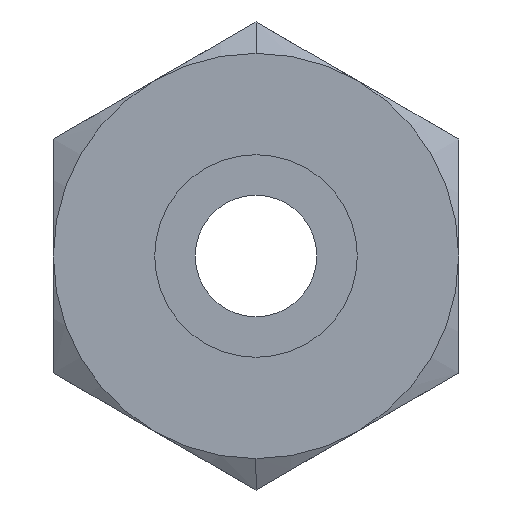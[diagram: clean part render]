
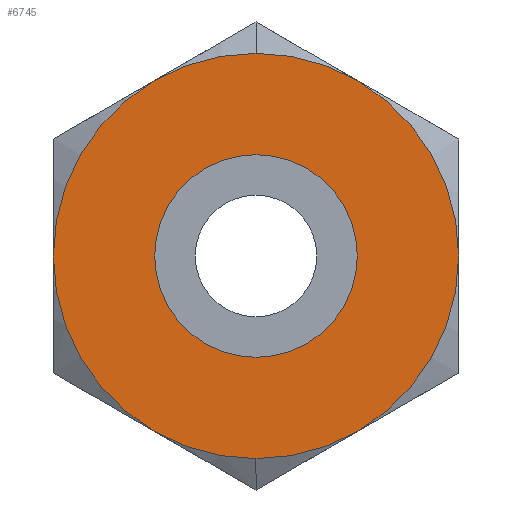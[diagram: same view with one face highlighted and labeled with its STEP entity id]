
A CAD part, left-side view. The second image highlights one B-rep face of the part: STEP entity #6745.
In plain terms, the highlighted planar face has unit normal (-1, 0, 0).
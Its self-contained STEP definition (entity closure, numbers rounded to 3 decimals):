
#218 = CARTESIAN_POINT ( 'NONE',  ( 0., 0., -8. ) ) ;
#520 = CARTESIAN_POINT ( 'NONE',  ( 0., 0., -4. ) ) ;
#605 = ORIENTED_EDGE ( 'NONE', *, *, #3851, .T. ) ;
#626 = DIRECTION ( 'NONE',  ( 1., 0., 0. ) ) ;
#685 = CARTESIAN_POINT ( 'NONE',  ( 0., 0., 0. ) ) ;
#1145 = EDGE_LOOP ( 'NONE', ( #3011, #7123 ) ) ;
#1242 = CARTESIAN_POINT ( 'NONE',  ( 0., 0., 4. ) ) ;
#1387 = VERTEX_POINT ( 'NONE', #7640 ) ;
#1427 = DIRECTION ( 'NONE',  ( 1., 0., 0. ) ) ;
#1614 = DIRECTION ( 'NONE',  ( -1., 0., 0. ) ) ;
#1634 = AXIS2_PLACEMENT_3D ( 'NONE', #2111, #2067, #4795 ) ;
#1651 = CIRCLE ( 'NONE', #3582, 4. ) ;
#1689 = EDGE_LOOP ( 'NONE', ( #4600, #605 ) ) ;
#1904 = CIRCLE ( 'NONE', #3988, 8. ) ;
#2053 = EDGE_CURVE ( 'NONE', #1387, #7674, #1904, .T. ) ;
#2067 = DIRECTION ( 'NONE',  ( 1., 0., 0. ) ) ;
#2111 = CARTESIAN_POINT ( 'NONE',  ( 0., 0., 0. ) ) ;
#2141 = EDGE_CURVE ( 'NONE', #7674, #1387, #7848, .T. ) ;
#2771 = DIRECTION ( 'NONE',  ( 0., 0., -1. ) ) ;
#3011 = ORIENTED_EDGE ( 'NONE', *, *, #2053, .F. ) ;
#3142 = CIRCLE ( 'NONE', #3837, 4. ) ;
#3460 = AXIS2_PLACEMENT_3D ( 'NONE', #5636, #1614, #6847 ) ;
#3582 = AXIS2_PLACEMENT_3D ( 'NONE', #685, #1427, #2771 ) ;
#3736 = FACE_OUTER_BOUND ( 'NONE', #1145, .T. ) ;
#3837 = AXIS2_PLACEMENT_3D ( 'NONE', #8471, #626, #6557 ) ;
#3851 = EDGE_CURVE ( 'NONE', #7262, #7813, #3142, .T. ) ;
#3988 = AXIS2_PLACEMENT_3D ( 'NONE', #7827, #5482, #7387 ) ;
#4600 = ORIENTED_EDGE ( 'NONE', *, *, #5907, .T. ) ;
#4795 = DIRECTION ( 'NONE',  ( 0., 0., -1. ) ) ;
#5039 = PLANE ( 'NONE',  #3460 ) ;
#5482 = DIRECTION ( 'NONE',  ( 1., 0., 0. ) ) ;
#5636 = CARTESIAN_POINT ( 'NONE',  ( 0., 0., 4. ) ) ;
#5907 = EDGE_CURVE ( 'NONE', #7813, #7262, #1651, .T. ) ;
#6557 = DIRECTION ( 'NONE',  ( 0., 0., 1. ) ) ;
#6745 = ADVANCED_FACE ( 'NONE', ( #7015, #3736 ), #5039, .T. ) ;
#6847 = DIRECTION ( 'NONE',  ( 0., 0., 1. ) ) ;
#7015 = FACE_BOUND ( 'NONE', #1689, .T. ) ;
#7123 = ORIENTED_EDGE ( 'NONE', *, *, #2141, .F. ) ;
#7262 = VERTEX_POINT ( 'NONE', #1242 ) ;
#7387 = DIRECTION ( 'NONE',  ( 0., 0., 1. ) ) ;
#7640 = CARTESIAN_POINT ( 'NONE',  ( 0., 0., 8. ) ) ;
#7674 = VERTEX_POINT ( 'NONE', #218 ) ;
#7813 = VERTEX_POINT ( 'NONE', #520 ) ;
#7827 = CARTESIAN_POINT ( 'NONE',  ( 0., 0., 0. ) ) ;
#7848 = CIRCLE ( 'NONE', #1634, 8. ) ;
#8471 = CARTESIAN_POINT ( 'NONE',  ( 0., 0., 0. ) ) ;
